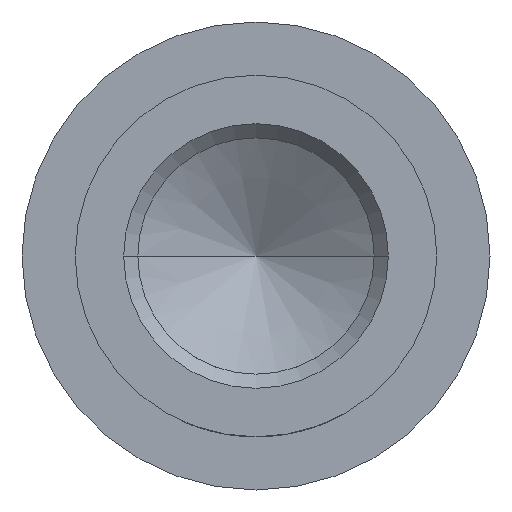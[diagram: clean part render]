
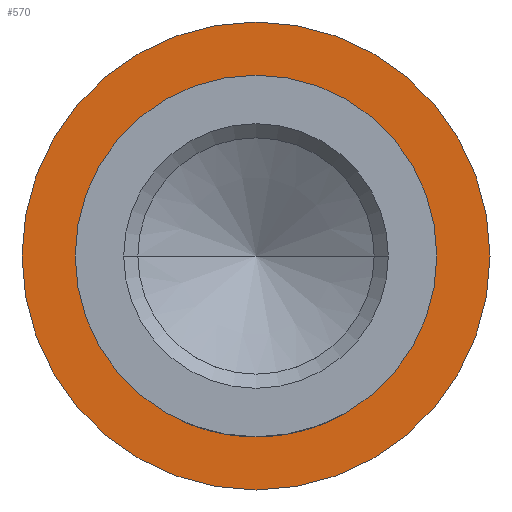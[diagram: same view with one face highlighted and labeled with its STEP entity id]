
A CAD part, front view. The second image highlights one B-rep face of the part: STEP entity #570.
In plain terms, the highlighted planar face has unit normal (0, -1, 0).
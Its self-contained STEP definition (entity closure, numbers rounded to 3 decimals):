
#149=CARTESIAN_POINT('',(0.,-0.004,0.));
#150=DIRECTION('',(0.,1.,0.));
#151=DIRECTION('',(1.,0.,0.));
#152=AXIS2_PLACEMENT_3D('',#149,#150,#151);
#154=CARTESIAN_POINT('',(0.,-0.004,0.));
#155=DIRECTION('',(0.,-1.,0.));
#156=DIRECTION('',(1.,0.,0.));
#157=AXIS2_PLACEMENT_3D('',#154,#155,#156);
#159=CARTESIAN_POINT('',(0.,-0.004,0.));
#160=DIRECTION('',(0.,-1.,0.));
#161=DIRECTION('',(1.,0.,0.));
#162=AXIS2_PLACEMENT_3D('',#159,#160,#161);
#172=CARTESIAN_POINT('',(0.,-0.004,0.));
#173=DIRECTION('',(0.,1.,0.));
#174=DIRECTION('',(1.,0.,0.));
#175=AXIS2_PLACEMENT_3D('',#172,#173,#174);
#450=CARTESIAN_POINT('',(1.309,-0.004,0.));
#452=VERTEX_POINT('',#450);
#453=CARTESIAN_POINT('',(1.694,-0.004,0.));
#455=VERTEX_POINT('',#453);
#458=CARTESIAN_POINT('',(-1.309,-0.004,0.));
#460=VERTEX_POINT('',#458);
#461=CARTESIAN_POINT('',(-1.694,-0.004,0.));
#463=VERTEX_POINT('',#461);
#555=CARTESIAN_POINT('',(0.,-0.004,0.));
#556=DIRECTION('',(0.,-1.,0.));
#557=DIRECTION('',(-1.,0.,0.));
#558=AXIS2_PLACEMENT_3D('',#555,#556,#557);
#559=PLANE('',#558);
#561=ORIENTED_EDGE('',*,*,#560,.F.);
#563=ORIENTED_EDGE('',*,*,#562,.T.);
#564=EDGE_LOOP('',(#561,#563));
#565=FACE_OUTER_BOUND('',#564,.F.);
#566=ORIENTED_EDGE('',*,*,#542,.F.);
#567=ORIENTED_EDGE('',*,*,#531,.T.);
#568=EDGE_LOOP('',(#566,#567));
#569=FACE_BOUND('',#568,.F.);
#570=ADVANCED_FACE('',(#565,#569),#559,.T.);
#153=CIRCLE('',#152,1.309);
#158=CIRCLE('',#157,1.309);
#163=CIRCLE('',#162,1.694);
#176=CIRCLE('',#175,1.694);
#531=EDGE_CURVE('',#452,#460,#158,.T.);
#542=EDGE_CURVE('',#452,#460,#153,.T.);
#560=EDGE_CURVE('',#455,#463,#163,.T.);
#562=EDGE_CURVE('',#455,#463,#176,.T.);
